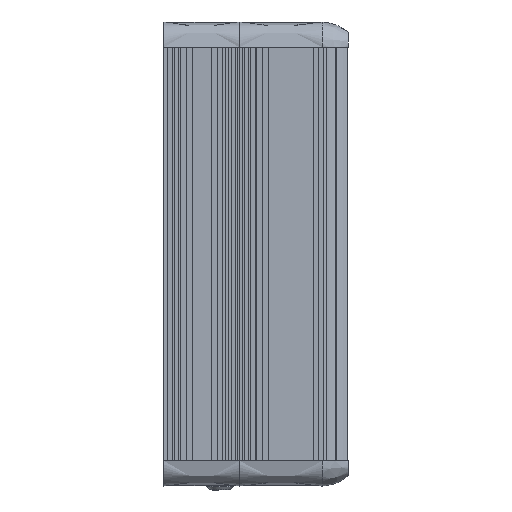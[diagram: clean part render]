
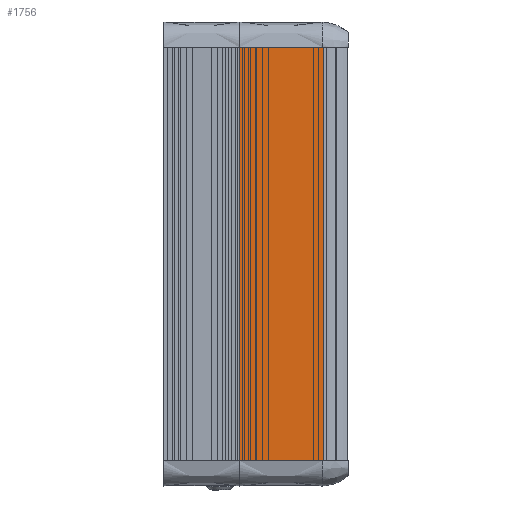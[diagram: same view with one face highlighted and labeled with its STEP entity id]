
A CAD part, front view. The second image highlights one B-rep face of the part: STEP entity #1756.
In plain terms, the highlighted planar face has unit normal (0, -1, 0).
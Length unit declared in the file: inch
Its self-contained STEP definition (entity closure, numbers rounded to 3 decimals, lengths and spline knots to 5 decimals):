
#1668 = LINE ( 'NONE', #8993, #63779 ) ;
#1756 = ADVANCED_FACE ( 'NONE', ( #31573 ), #57876, .F. ) ;
#1836 = EDGE_CURVE ( 'NONE', #8611, #33918, #13792, .T. ) ;
#3919 = LINE ( 'NONE', #29870, #72065 ) ;
#6879 = DIRECTION ( 'NONE',  ( 0., 0., -1. ) ) ;
#8611 = VERTEX_POINT ( 'NONE', #51570 ) ;
#8993 = CARTESIAN_POINT ( 'NONE',  ( 13.14736, -14.89892, -16.02499 ) ) ;
#12388 = EDGE_LOOP ( 'NONE', ( #28768, #55702, #80317, #51503 ) ) ;
#13792 = LINE ( 'NONE', #73429, #69574 ) ;
#17574 = LINE ( 'NONE', #83233, #68148 ) ;
#17968 = CARTESIAN_POINT ( 'NONE',  ( 9.29715, -14.89892, -35.21645 ) ) ;
#19362 = VERTEX_POINT ( 'NONE', #76733 ) ;
#22721 = AXIS2_PLACEMENT_3D ( 'NONE', #84269, #25496, #25077 ) ;
#24102 = EDGE_CURVE ( 'NONE', #19362, #82671, #17574, .T. ) ;
#25077 = DIRECTION ( 'NONE',  ( -1., 0., 0. ) ) ;
#25496 = DIRECTION ( 'NONE',  ( 0., 1., 0. ) ) ;
#28768 = ORIENTED_EDGE ( 'NONE', *, *, #24102, .F. ) ;
#29870 = CARTESIAN_POINT ( 'NONE',  ( 13.14736, -14.89892, -35.21645 ) ) ;
#31573 = FACE_OUTER_BOUND ( 'NONE', #12388, .T. ) ;
#33918 = VERTEX_POINT ( 'NONE', #17968 ) ;
#35502 = DIRECTION ( 'NONE',  ( -1., 0., 0. ) ) ;
#43471 = DIRECTION ( 'NONE',  ( 0., 0., -1. ) ) ;
#48302 = EDGE_CURVE ( 'NONE', #82671, #33918, #3919, .T. ) ;
#51503 = ORIENTED_EDGE ( 'NONE', *, *, #48302, .F. ) ;
#51570 = CARTESIAN_POINT ( 'NONE',  ( 9.29715, -14.89892, -16.02499 ) ) ;
#55702 = ORIENTED_EDGE ( 'NONE', *, *, #64019, .F. ) ;
#57876 = PLANE ( 'NONE',  #22721 ) ;
#63779 = VECTOR ( 'NONE', #67357, 39.37008 ) ;
#64019 = EDGE_CURVE ( 'NONE', #8611, #19362, #1668, .T. ) ;
#67357 = DIRECTION ( 'NONE',  ( 1., 0., 0. ) ) ;
#68148 = VECTOR ( 'NONE', #43471, 39.37008 ) ;
#69574 = VECTOR ( 'NONE', #6879, 39.37008 ) ;
#70063 = CARTESIAN_POINT ( 'NONE',  ( 13.18378, -14.89892, -35.21645 ) ) ;
#72065 = VECTOR ( 'NONE', #35502, 39.37008 ) ;
#73429 = CARTESIAN_POINT ( 'NONE',  ( 9.29715, -14.89892, -15.86564 ) ) ;
#76733 = CARTESIAN_POINT ( 'NONE',  ( 13.18378, -14.89892, -16.02499 ) ) ;
#80317 = ORIENTED_EDGE ( 'NONE', *, *, #1836, .T. ) ;
#82671 = VERTEX_POINT ( 'NONE', #70063 ) ;
#83233 = CARTESIAN_POINT ( 'NONE',  ( 13.18378, -14.89892, -15.86564 ) ) ;
#84269 = CARTESIAN_POINT ( 'NONE',  ( 13.18378, -14.89892, -15.86564 ) ) ;
